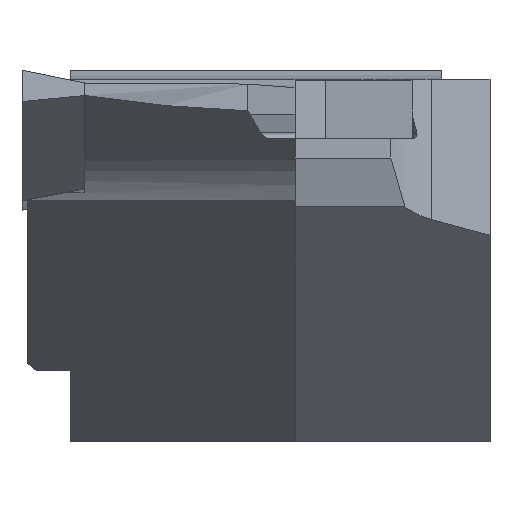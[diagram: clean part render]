
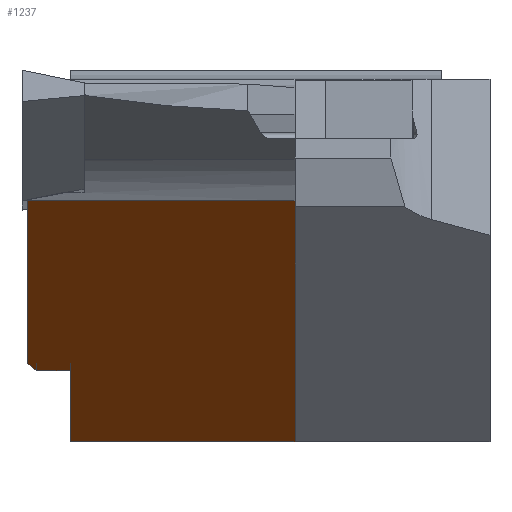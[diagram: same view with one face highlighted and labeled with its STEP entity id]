
A CAD part, left-side view. The second image highlights one B-rep face of the part: STEP entity #1237.
In plain terms, the highlighted planar face has unit normal (-0.616, 0, -0.788).
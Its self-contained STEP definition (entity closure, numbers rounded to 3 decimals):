
#73 = VECTOR ( 'NONE', #1910, 1000. ) ;
#99 = LINE ( 'NONE', #2684, #961 ) ;
#213 = LINE ( 'NONE', #2464, #1791 ) ;
#241 = DIRECTION ( 'NONE',  ( -0.788, 0., 0.616 ) ) ;
#251 = LINE ( 'NONE', #3148, #73 ) ;
#313 = DIRECTION ( 'NONE',  ( 0.788, 0., -0.616 ) ) ;
#369 = ORIENTED_EDGE ( 'NONE', *, *, #2971, .T. ) ;
#379 = CARTESIAN_POINT ( 'NONE',  ( -102.64, -2., -9.525 ) ) ;
#403 = VERTEX_POINT ( 'NONE', #2377 ) ;
#411 = VERTEX_POINT ( 'NONE', #3589 ) ;
#508 = CARTESIAN_POINT ( 'NONE',  ( -118.444, -166.063, 2.823 ) ) ;
#539 = ORIENTED_EDGE ( 'NONE', *, *, #1816, .T. ) ;
#722 = EDGE_CURVE ( 'NONE', #3568, #403, #2872, .T. ) ;
#959 = VERTEX_POINT ( 'NONE', #379 ) ;
#961 = VECTOR ( 'NONE', #2495, 1000. ) ;
#971 = ORIENTED_EDGE ( 'NONE', *, *, #3395, .F. ) ;
#998 = AXIS2_PLACEMENT_3D ( 'NONE', #508, #2767, #313 ) ;
#1178 = CARTESIAN_POINT ( 'NONE',  ( -106.21, 10.16, -6.735 ) ) ;
#1184 = LINE ( 'NONE', #2450, #2981 ) ;
#1237 = ADVANCED_FACE ( 'NONE', ( #3586 ), #2772, .F. ) ;
#1267 = ORIENTED_EDGE ( 'NONE', *, *, #1376, .T. ) ;
#1293 = DIRECTION ( 'NONE',  ( 0.619, -0.619, -0.484 ) ) ;
#1330 = EDGE_CURVE ( 'NONE', #959, #2112, #99, .T. ) ;
#1354 = LINE ( 'NONE', #1677, #1781 ) ;
#1364 = ORIENTED_EDGE ( 'NONE', *, *, #2212, .T. ) ;
#1376 = EDGE_CURVE ( 'NONE', #2226, #411, #251, .T. ) ;
#1432 = ORIENTED_EDGE ( 'NONE', *, *, #722, .T. ) ;
#1564 = CARTESIAN_POINT ( 'NONE',  ( -118.444, 11.7, 2.823 ) ) ;
#1677 = CARTESIAN_POINT ( 'NONE',  ( -107.3, 12., -5.884 ) ) ;
#1781 = VECTOR ( 'NONE', #1938, 1000. ) ;
#1791 = VECTOR ( 'NONE', #1885, 1000. ) ;
#1816 = EDGE_CURVE ( 'NONE', #2173, #2112, #1184, .T. ) ;
#1827 = CARTESIAN_POINT ( 'NONE',  ( -107.75, 11.7, -5.532 ) ) ;
#1885 = DIRECTION ( 'NONE',  ( -0.788, 0., 0.616 ) ) ;
#1910 = DIRECTION ( 'NONE',  ( 0., 1., 0. ) ) ;
#1938 = DIRECTION ( 'NONE',  ( 0., -1., 0. ) ) ;
#1971 = LINE ( 'NONE', #1564, #2334 ) ;
#2112 = VERTEX_POINT ( 'NONE', #2735 ) ;
#2173 = VERTEX_POINT ( 'NONE', #2806 ) ;
#2212 = EDGE_CURVE ( 'NONE', #959, #2226, #213, .T. ) ;
#2226 = VERTEX_POINT ( 'NONE', #3654 ) ;
#2334 = VECTOR ( 'NONE', #241, 1000. ) ;
#2377 = CARTESIAN_POINT ( 'NONE',  ( -107.3, 11.25, -5.884 ) ) ;
#2450 = CARTESIAN_POINT ( 'NONE',  ( -105.534, 9.525, -7.264 ) ) ;
#2464 = CARTESIAN_POINT ( 'NONE',  ( -118.444, -2., 2.823 ) ) ;
#2495 = DIRECTION ( 'NONE',  ( 0., 1., 0. ) ) ;
#2684 = CARTESIAN_POINT ( 'NONE',  ( -102.64, -166.063, -9.525 ) ) ;
#2735 = CARTESIAN_POINT ( 'NONE',  ( -102.64, 9.525, -9.525 ) ) ;
#2767 = DIRECTION ( 'NONE',  ( 0.616, 0., 0.788 ) ) ;
#2772 = PLANE ( 'NONE',  #998 ) ;
#2806 = CARTESIAN_POINT ( 'NONE',  ( -107.3, 9.525, -5.884 ) ) ;
#2872 = LINE ( 'NONE', #1178, #3143 ) ;
#2935 = DIRECTION ( 'NONE',  ( 0.788, 0., -0.616 ) ) ;
#2971 = EDGE_CURVE ( 'NONE', #403, #2173, #1354, .T. ) ;
#2981 = VECTOR ( 'NONE', #2935, 1000. ) ;
#3143 = VECTOR ( 'NONE', #1293, 1000. ) ;
#3148 = CARTESIAN_POINT ( 'NONE',  ( -118.444, -166.063, 2.823 ) ) ;
#3231 = ORIENTED_EDGE ( 'NONE', *, *, #1330, .F. ) ;
#3282 = EDGE_LOOP ( 'NONE', ( #971, #1432, #369, #539, #3231, #1364, #1267 ) ) ;
#3395 = EDGE_CURVE ( 'NONE', #3568, #411, #1971, .T. ) ;
#3568 = VERTEX_POINT ( 'NONE', #1827 ) ;
#3586 = FACE_OUTER_BOUND ( 'NONE', #3282, .T. ) ;
#3589 = CARTESIAN_POINT ( 'NONE',  ( -118.444, 11.7, 2.823 ) ) ;
#3654 = CARTESIAN_POINT ( 'NONE',  ( -118.444, -2., 2.823 ) ) ;
